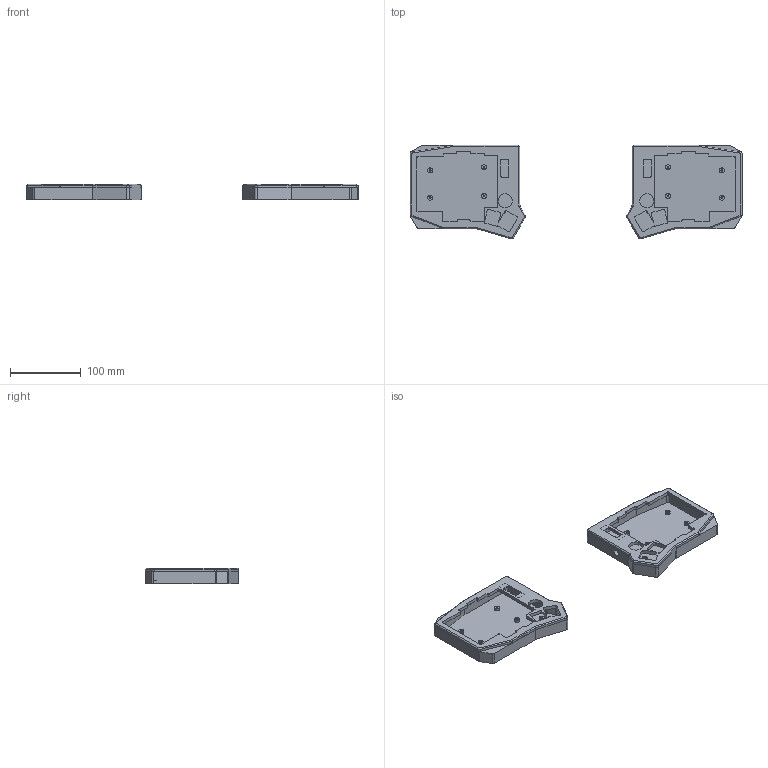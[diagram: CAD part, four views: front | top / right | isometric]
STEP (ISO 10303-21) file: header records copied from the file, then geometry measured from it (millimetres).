
FILE_DESCRIPTION(('FreeCAD Model'),'2;1');
FILE_NAME('Open CASCADE Shape Model','2021-09-26T10:38:46',('Author'),( ''),'Open CASCADE STEP processor 7.5','FreeCAD','Unknown');
FILE_SCHEMA(('AUTOMOTIVE_DESIGN { 1 0 10303 214 1 1 1 1 }'));
Length unit declared in the file: millimetre
Products named in the file (5): case_design; bottom-left; top-left; bottom; top
Assembly tree (4 placements, depth 2):
  case_design
    bottom-left
    top-left
    bottom
    top
Bounding box: 468.89 x 132.06 x 22 mm (x, y, z)
Volume: 328883 mm3; surface area: 148394.9 mm2
Topology: 4 solids, 4 shells, 470 faces, 1192 edges, 778 vertices
Faces by surface type: plane 222, cylinder 220, cone 28
Full cylindrical faces by diameter (mm): 2.4 x18, 2.5 x10, 2.6 x18, 5 x18, 7.1 x10, 9 x2, 20 x2
Entity records: 30353 total; most frequent: CARTESIAN_POINT 5945, DIRECTION 4763, LINE 2662, VECTOR 2662, ORIENTED_EDGE 2364, PCURVE 2364, DEFINITIONAL_REPRESENTATION 2364, EDGE_CURVE 1182
